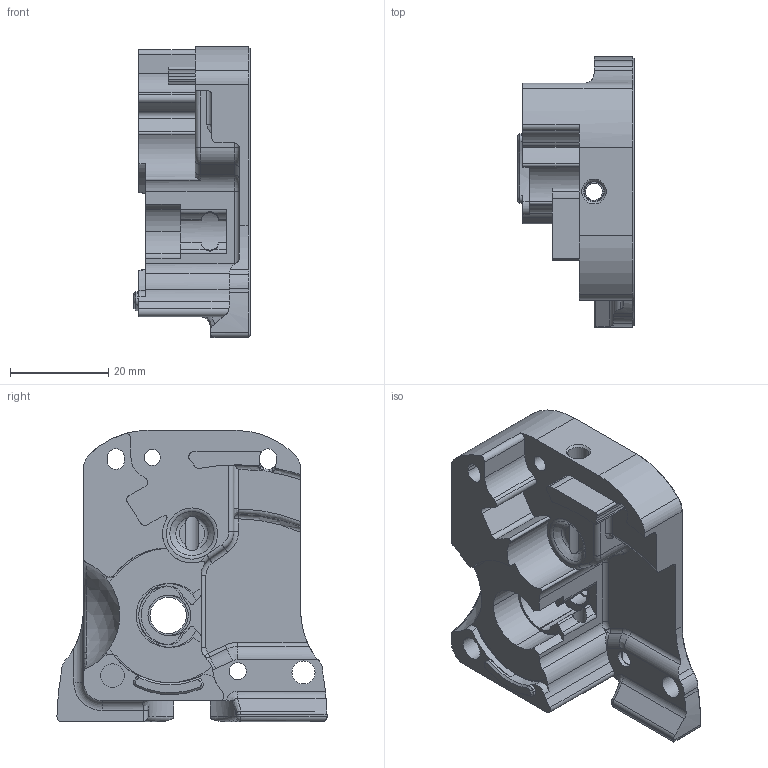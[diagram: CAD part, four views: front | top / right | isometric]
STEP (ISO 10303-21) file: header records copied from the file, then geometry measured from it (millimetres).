
FILE_DESCRIPTION(('FreeCAD Model'),'2;1');
FILE_NAME('Open CASCADE Shape Model','2022-03-11T11:31:10',(''),(''), 'Open CASCADE STEP processor 7.3','FreeCAD','Unknown');
FILE_SCHEMA(('AUTOMOTIVE_DESIGN { 1 0 10303 214 1 1 1 1 }'));
Length unit declared in the file: millimetre
Products named in the file (2): Extruder_Body; ExtruderBody
Assembly tree (1 placements, depth 2):
  Extruder_Body
    ExtruderBody
Bounding box: 23.7 x 55.02 x 59.3 mm (x, y, z)
Volume: 28182.9 mm3; surface area: 11739.5 mm2
Topology: 1 solids, 1 shells, 341 faces, 913 edges, 582 vertices
Faces by surface type: plane 138, cylinder 129, cone 28, torus 21, bspline 20, sphere 5
Full cylindrical faces by diameter (mm): 3.3 x1, 3.5 x3, 4 x1, 4.2 x1, 4.4 x1, 4.7 x3, 4.8 x1, 6 x2, 7.4 x1, 8.2 x1
Entity records: 28811 total; most frequent: CARTESIAN_POINT 11108, DIRECTION 3255, ORIENTED_EDGE 1826, PCURVE 1826, DEFINITIONAL_REPRESENTATION 1826, LINE 1710, VECTOR 1710, EDGE_CURVE 913
